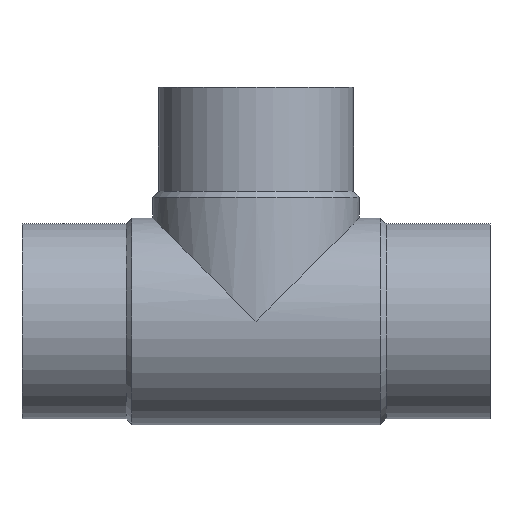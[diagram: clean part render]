
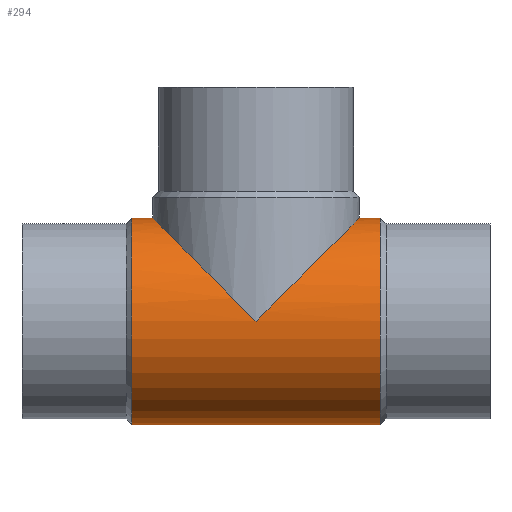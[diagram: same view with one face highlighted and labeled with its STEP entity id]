
A CAD part, top view. The second image highlights one B-rep face of the part: STEP entity #294.
In plain terms, the highlighted cylindrical face has radius 119.2 mm (diameter 238.4 mm), a partial arc.
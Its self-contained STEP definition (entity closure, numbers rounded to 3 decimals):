
#210 = VERTEX_POINT( '', #456 );
#214 = VERTEX_POINT( '', #460 );
#224 = EDGE_CURVE( '', #210, #280, #471, .T. );
#226 = VERTEX_POINT( '', #473 );
#254 = VERTEX_POINT( '', #507 );
#262 = EDGE_CURVE( '', #214, #282, #515, .T. );
#272 = EDGE_CURVE( '', #296, #226, #526, .T. );
#280 = VERTEX_POINT( '', #535 );
#282 = VERTEX_POINT( '', #537 );
#294 = ADVANCED_FACE( '', ( #551 ), #552, .T. );
#296 = VERTEX_POINT( '', #554 );
#300 = EDGE_CURVE( '', #280, #254, #558, .T. );
#308 = EDGE_CURVE( '', #282, #210, #567, .T. );
#312 = EDGE_CURVE( '', #254, #226, #572, .T. );
#328 = EDGE_CURVE( '', #296, #214, #589, .T. );
#456 = CARTESIAN_POINT( '', ( -150.8, 119.2, 0. ) );
#460 = CARTESIAN_POINT( '', ( -126.7, -119.2, 0. ) );
#471 = ELLIPSE( '', #765, 168.574, 119.2 );
#473 = CARTESIAN_POINT( '', ( -413.3, 119.2, 0. ) );
#507 = CARTESIAN_POINT( '', ( -389.2, 119.2, 0. ) );
#515 = CIRCLE( '', #816, 119.2 );
#526 = CIRCLE( '', #830, 119.2 );
#535 = CARTESIAN_POINT( '', ( -270., 0., 119.2 ) );
#537 = CARTESIAN_POINT( '', ( -126.7, 119.2, 0. ) );
#551 = FACE_OUTER_BOUND( '', #861, .T. );
#552 = CYLINDRICAL_SURFACE( '', #862, 119.2 );
#554 = CARTESIAN_POINT( '', ( -413.3, -119.2, 0. ) );
#558 = ELLIPSE( '', #871, 168.574, 119.2 );
#567 = LINE( '', #884, #885 );
#572 = LINE( '', #891, #892 );
#589 = LINE( '', #915, #916 );
#765 = AXIS2_PLACEMENT_3D( '', #1053, #1054, #1055 );
#816 = AXIS2_PLACEMENT_3D( '', #1112, #1113, #1114 );
#830 = AXIS2_PLACEMENT_3D( '', #1130, #1131, #1132 );
#861 = EDGE_LOOP( '', ( #1169, #1170, #1171, #1172, #1173, #1174, #1175 ) );
#862 = AXIS2_PLACEMENT_3D( '', #1176, #1177, #1178 );
#871 = AXIS2_PLACEMENT_3D( '', #1180, #1181, #1182 );
#884 = CARTESIAN_POINT( '', ( -270., 119.2, 0. ) );
#885 = VECTOR( '', #1196, 1. );
#891 = CARTESIAN_POINT( '', ( -270., 119.2, 0. ) );
#892 = VECTOR( '', #1205, 1. );
#915 = CARTESIAN_POINT( '', ( -270., -119.2, 0. ) );
#916 = VECTOR( '', #1224, 1. );
#1053 = CARTESIAN_POINT( '', ( -270., 0., 0. ) );
#1054 = DIRECTION( '', ( 0.707, -0.707, 0. ) );
#1055 = DIRECTION( '', ( 0.707, 0.707, 0. ) );
#1112 = CARTESIAN_POINT( '', ( -126.7, 0., 0. ) );
#1113 = DIRECTION( '', ( -1., 0., 0. ) );
#1114 = DIRECTION( '', ( 0., 1., 0. ) );
#1130 = CARTESIAN_POINT( '', ( -413.3, 0., 0. ) );
#1131 = DIRECTION( '', ( -1., 0., 0. ) );
#1132 = DIRECTION( '', ( 0., 1., 0. ) );
#1169 = ORIENTED_EDGE( '', *, *, #308, .T. );
#1170 = ORIENTED_EDGE( '', *, *, #224, .T. );
#1171 = ORIENTED_EDGE( '', *, *, #300, .T. );
#1172 = ORIENTED_EDGE( '', *, *, #312, .T. );
#1173 = ORIENTED_EDGE( '', *, *, #272, .F. );
#1174 = ORIENTED_EDGE( '', *, *, #328, .T. );
#1175 = ORIENTED_EDGE( '', *, *, #262, .T. );
#1176 = CARTESIAN_POINT( '', ( -270., 0., 0. ) );
#1177 = DIRECTION( '', ( 1., 0., 0. ) );
#1178 = DIRECTION( '', ( 0., 1., 0. ) );
#1180 = CARTESIAN_POINT( '', ( -270., 0., 0. ) );
#1181 = DIRECTION( '', ( -0.707, -0.707, 0. ) );
#1182 = DIRECTION( '', ( 0.707, -0.707, 0. ) );
#1196 = DIRECTION( '', ( -1., 0., 0. ) );
#1205 = DIRECTION( '', ( -1., 0., 0. ) );
#1224 = DIRECTION( '', ( 1., 0., 0. ) );
